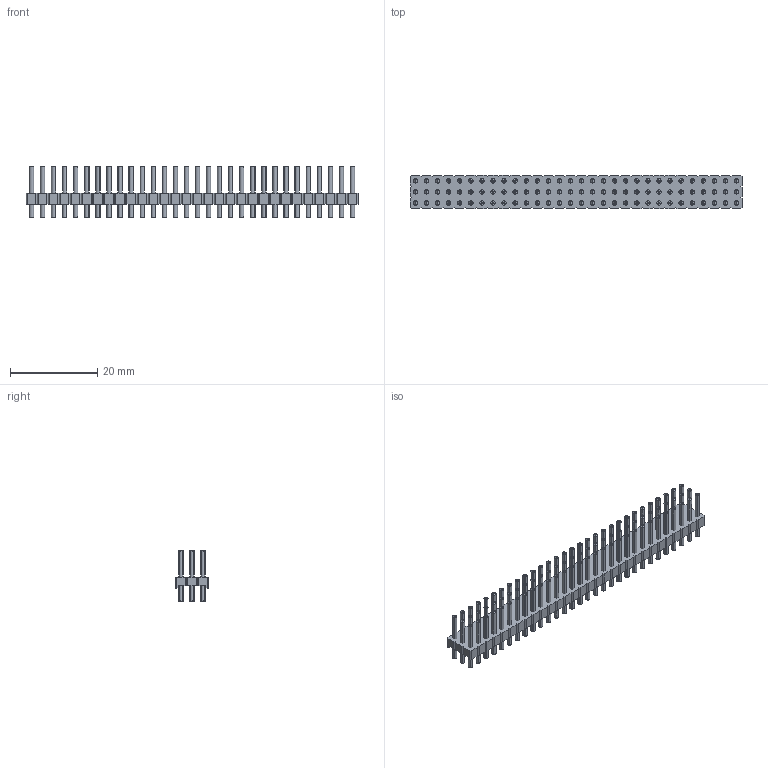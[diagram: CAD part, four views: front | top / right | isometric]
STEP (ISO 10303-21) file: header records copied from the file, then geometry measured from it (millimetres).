
FILE_DESCRIPTION(/* description */ ('-'),/* implementation_level */ '2;1');
FILE_NAME(/* name */ 'Stiftleiste, RM 2,54 mm - 6-3 mm, gerade - 3 x 30 - schwarz',/* time_stamp */ '2022-04-18T17:59:26+02:00',/* author */ ('c.wilms'),/* organization */ ('-'),/* preprocessor_version */ 'ST-DEVELOPER v16.7',/* originating_system */ 'Solid Edge',/* authorisation */ 'Unknown');
FILE_SCHEMA (('AP203_CONFIGURATION_CONTROLLED_3D_DESIGN_OF_MECHANICAL_PARTS_AND_ASSEMBLIES_MIM_LF { 1 0 10303 203 3 1 4 }','AUTOMOTIVE_DESIGN {1 0 10303 214 3 1 1}'));
Length unit declared in the file: millimetre
Products named in the file (3): Stiftleiste, RM 2,54 mm - 6-3 mm, gerade - 3 x 30 - schwarz; Stiftleiste, RM 2,54 mm - Stift -  6-3 mm, gerade; Stiftleiste, RM 2,54 mm - Träger - 3 x 30 - schwarz
Assembly tree (91 placements, depth 2):
  Stiftleiste, RM 2,54 mm - 6-3 mm, gerade - 3 x 30 - schwarz
    Stiftleiste, RM 2,54 mm - Stift -  6-3 mm, gerade  x90
    Stiftleiste, RM 2,54 mm - Träger - 3 x 30 - schwarz
Bounding box: 76.2 x 7.62 x 11.54 mm (x, y, z)
Volume: 1554.7 mm3; surface area: 7887.9 mm2
Topology: 91 solids, 181 shells, 2630 faces, 7344 edges, 4896 vertices
Faces by surface type: plane 1820, cylinder 810
Full cylindrical faces by diameter (mm): 1 x90
Entity records: 32790 total; most frequent: CARTESIAN_POINT 5705, ORIENTED_EDGE 5606, DIRECTION 5604, EDGE_CURVE 2804, LINE 2066, VECTOR 2066, VERTEX_POINT 1870, AXIS2_PLACEMENT_3D 1769
